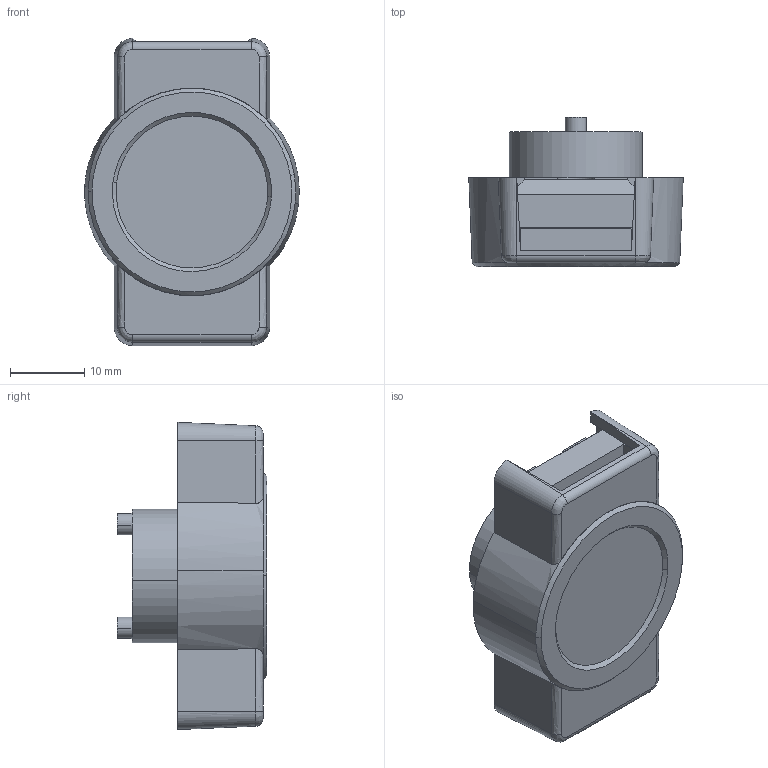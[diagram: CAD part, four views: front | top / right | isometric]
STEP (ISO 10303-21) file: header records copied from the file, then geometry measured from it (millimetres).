
FILE_DESCRIPTION((''),'2;1');
FILE_NAME('','2005-10-12T14:08:42',(''),(''),'','CADfix','');
FILE_SCHEMA(('AUTOMOTIVE_DESIGN'));
Length unit declared in the file: millimetre
Products named in the file (4): cover; base_B; base_A; THA_220_1_24093_36
Assembly tree (3 placements, depth 2):
  THA_220_1_24093_36
    cover
    base_B
    base_A
Bounding box: 28.98 x 20.2 x 41.5 mm (x, y, z)
Volume: 8670.9 mm3; surface area: 9216 mm2
Topology: 3 solids, 3 shells, 130 faces, 393 edges, 274 vertices
Faces by surface type: bspline 130
Entity records: 5279 total; most frequent: CARTESIAN_POINT 2968, ORIENTED_EDGE 786, EDGE_CURVE 393, VERTEX_POINT 274, QUASI_UNIFORM_CURVE 223, EDGE_LOOP 147, FACE_OUTER_BOUND 130, ADVANCED_FACE 130
